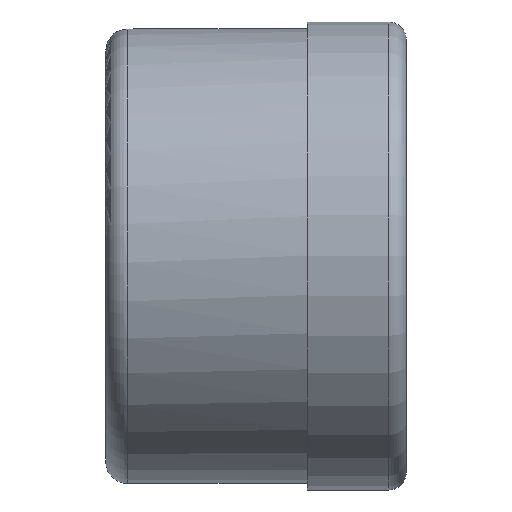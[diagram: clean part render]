
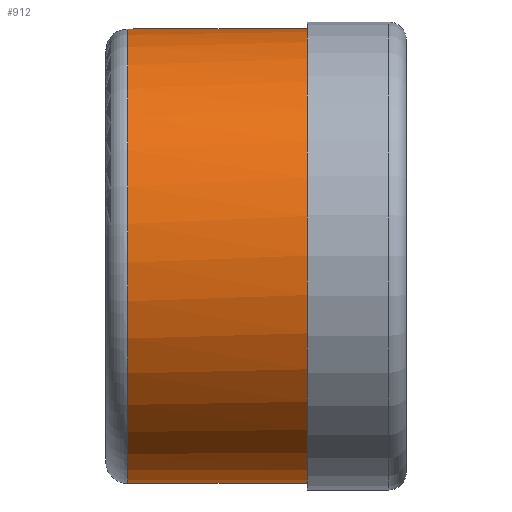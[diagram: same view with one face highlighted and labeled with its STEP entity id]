
A CAD part, top view. The second image highlights one B-rep face of the part: STEP entity #912.
In plain terms, the highlighted cylindrical face has radius 31 mm (diameter 62 mm), a full revolution.
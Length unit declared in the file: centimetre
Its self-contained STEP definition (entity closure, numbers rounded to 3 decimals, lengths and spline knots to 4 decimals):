
#55=B_SPLINE_CURVE_WITH_KNOTS('',3,(#1427,#1428,#1429,#1430,#1431,#1432),
 .UNSPECIFIED.,.F.,.F.,(4,2,4),(4.1897,4.3735,4.5573),
 .UNSPECIFIED.);
#56=B_SPLINE_CURVE_WITH_KNOTS('',3,(#1436,#1437,#1438,#1439,#1440,#1441),
 .UNSPECIFIED.,.F.,.F.,(4,2,4),(2.9402,3.124,3.3078),
 .UNSPECIFIED.);
#57=B_SPLINE_CURVE_WITH_KNOTS('',3,(#1445,#1446,#1447,#1448,#1449,#1450),
 .UNSPECIFIED.,.F.,.F.,(4,2,4),(1.6906,1.8743,2.0581),
 .UNSPECIFIED.);
#58=B_SPLINE_CURVE_WITH_KNOTS('',3,(#1453,#1454,#1455,#1456,#1457,#1458),
 .UNSPECIFIED.,.F.,.F.,(4,2,4),(0.4411,0.6248,0.8086),
 .UNSPECIFIED.);
#65=LINE('',#1425,#97);
#66=LINE('',#1443,#98);
#97=VECTOR('',#1128,0.8732);
#98=VECTOR('',#1131,0.8732);
#131=FACE_BOUND('',#236,.T.);
#132=FACE_BOUND('',#237,.T.);
#151=CYLINDRICAL_SURFACE('',#982,3.1);
#169=FACE_OUTER_BOUND('',#235,.T.);
#235=EDGE_LOOP('',(#592));
#236=EDGE_LOOP('',(#593));
#237=EDGE_LOOP('',(#594,#595,#596,#597,#598,#599,#600,#601));
#318=CIRCLE('',#981,3.1);
#319=CIRCLE('',#983,3.1);
#320=CIRCLE('',#984,3.1);
#321=CIRCLE('',#985,3.1);
#389=VERTEX_POINT('',#1418);
#390=VERTEX_POINT('',#1421);
#391=VERTEX_POINT('',#1423);
#392=VERTEX_POINT('',#1424);
#393=VERTEX_POINT('',#1426);
#394=VERTEX_POINT('',#1433);
#395=VERTEX_POINT('',#1435);
#396=VERTEX_POINT('',#1442);
#397=VERTEX_POINT('',#1444);
#398=VERTEX_POINT('',#1451);
#469=EDGE_CURVE('',#389,#389,#318,.T.);
#470=EDGE_CURVE('',#390,#390,#319,.T.);
#471=EDGE_CURVE('',#391,#392,#65,.T.);
#472=EDGE_CURVE('',#393,#391,#55,.T.);
#473=EDGE_CURVE('',#394,#393,#320,.T.);
#474=EDGE_CURVE('',#395,#394,#56,.T.);
#475=EDGE_CURVE('',#396,#395,#66,.T.);
#476=EDGE_CURVE('',#397,#396,#57,.T.);
#477=EDGE_CURVE('',#398,#397,#321,.T.);
#478=EDGE_CURVE('',#392,#398,#58,.T.);
#592=ORIENTED_EDGE('',*,*,#469,.F.);
#593=ORIENTED_EDGE('',*,*,#470,.T.);
#594=ORIENTED_EDGE('',*,*,#471,.F.);
#595=ORIENTED_EDGE('',*,*,#472,.F.);
#596=ORIENTED_EDGE('',*,*,#473,.F.);
#597=ORIENTED_EDGE('',*,*,#474,.F.);
#598=ORIENTED_EDGE('',*,*,#475,.F.);
#599=ORIENTED_EDGE('',*,*,#476,.F.);
#600=ORIENTED_EDGE('',*,*,#477,.F.);
#601=ORIENTED_EDGE('',*,*,#478,.F.);
#912=ADVANCED_FACE('',(#169,#131,#132),#151,.T.);
#981=AXIS2_PLACEMENT_3D('',#1419,#1122,#1123);
#982=AXIS2_PLACEMENT_3D('',#1420,#1124,#1125);
#983=AXIS2_PLACEMENT_3D('',#1422,#1126,#1127);
#984=AXIS2_PLACEMENT_3D('',#1434,#1129,#1130);
#985=AXIS2_PLACEMENT_3D('',#1452,#1132,#1133);
#1122=DIRECTION('center_axis',(1.,0.,0.));
#1123=DIRECTION('ref_axis',(0.,-1.,0.));
#1124=DIRECTION('center_axis',(1.,0.,0.));
#1125=DIRECTION('ref_axis',(0.,-1.,0.));
#1126=DIRECTION('center_axis',(1.,0.,0.));
#1127=DIRECTION('ref_axis',(0.,-1.,0.));
#1128=DIRECTION('',(-1.,0.,0.));
#1129=DIRECTION('center_axis',(-1.,0.,0.));
#1130=DIRECTION('ref_axis',(0.,-1.,0.));
#1131=DIRECTION('',(1.,0.,0.));
#1132=DIRECTION('center_axis',(1.,0.,0.));
#1133=DIRECTION('ref_axis',(0.,-1.,0.));
#1418=CARTESIAN_POINT('',(1.0125,3.1903,5.7465));
#1419=CARTESIAN_POINT('Origin',(1.0125,0.0903,5.7465));
#1420=CARTESIAN_POINT('Origin',(-0.1475,0.0903,5.7465));
#1421=CARTESIAN_POINT('',(-1.4375,-3.0097,5.7465));
#1422=CARTESIAN_POINT('Origin',(-1.4375,0.0903,5.7465));
#1423=CARTESIAN_POINT('',(-0.2009,-0.6097,2.7266));
#1424=CARTESIAN_POINT('',(-1.0741,-0.6097,2.7266));
#1425=CARTESIAN_POINT('',(-0.1475,-0.6097,2.7266));
#1426=CARTESIAN_POINT('',(0.0625,-0.3463,2.6774));
#1427=CARTESIAN_POINT('Ctrl Pts',(0.0625,-0.3463,
2.6774));
#1428=CARTESIAN_POINT('Ctrl Pts',(0.0286,-0.4007,
2.6852));
#1429=CARTESIAN_POINT('Ctrl Pts',(-0.0112,-0.4502,
2.6937));
#1430=CARTESIAN_POINT('Ctrl Pts',(-0.097,-0.536,
2.7101));
#1431=CARTESIAN_POINT('Ctrl Pts',(-0.1465,-0.5759,
2.7187));
#1432=CARTESIAN_POINT('Ctrl Pts',(-0.2009,-0.6097,
2.7266));
#1433=CARTESIAN_POINT('',(0.0625,0.5269,2.6774));
#1434=CARTESIAN_POINT('Origin',(0.0625,0.0903,5.7465));
#1435=CARTESIAN_POINT('',(-0.2009,0.7903,2.7266));
#1436=CARTESIAN_POINT('Ctrl Pts',(-0.2009,0.7903,
2.7266));
#1437=CARTESIAN_POINT('Ctrl Pts',(-0.1465,0.7564,
2.7187));
#1438=CARTESIAN_POINT('Ctrl Pts',(-0.097,0.7166,
2.7101));
#1439=CARTESIAN_POINT('Ctrl Pts',(-0.0112,0.6307,
2.6937));
#1440=CARTESIAN_POINT('Ctrl Pts',(0.0286,0.5812,2.6852));
#1441=CARTESIAN_POINT('Ctrl Pts',(0.0625,0.5269,
2.6774));
#1442=CARTESIAN_POINT('',(-1.0741,0.7903,2.7266));
#1443=CARTESIAN_POINT('',(-0.1475,0.7903,2.7266));
#1444=CARTESIAN_POINT('',(-1.3375,0.5269,2.6774));
#1445=CARTESIAN_POINT('Ctrl Pts',(-1.3375,0.5269,2.6774));
#1446=CARTESIAN_POINT('Ctrl Pts',(-1.3036,0.5812,2.6852));
#1447=CARTESIAN_POINT('Ctrl Pts',(-1.2638,0.6307,2.6937));
#1448=CARTESIAN_POINT('Ctrl Pts',(-1.1779,0.7166,2.7101));
#1449=CARTESIAN_POINT('Ctrl Pts',(-1.1284,0.7564,2.7187));
#1450=CARTESIAN_POINT('Ctrl Pts',(-1.0741,0.7903,2.7266));
#1451=CARTESIAN_POINT('',(-1.3375,-0.3463,2.6774));
#1452=CARTESIAN_POINT('Origin',(-1.3375,0.0903,5.7465));
#1453=CARTESIAN_POINT('Ctrl Pts',(-1.0741,-0.6097,
2.7266));
#1454=CARTESIAN_POINT('Ctrl Pts',(-1.1284,-0.5759,
2.7187));
#1455=CARTESIAN_POINT('Ctrl Pts',(-1.1779,-0.536,
2.7101));
#1456=CARTESIAN_POINT('Ctrl Pts',(-1.2638,-0.4502,
2.6937));
#1457=CARTESIAN_POINT('Ctrl Pts',(-1.3036,-0.4007,2.6852));
#1458=CARTESIAN_POINT('Ctrl Pts',(-1.3375,-0.3463,2.6774));
